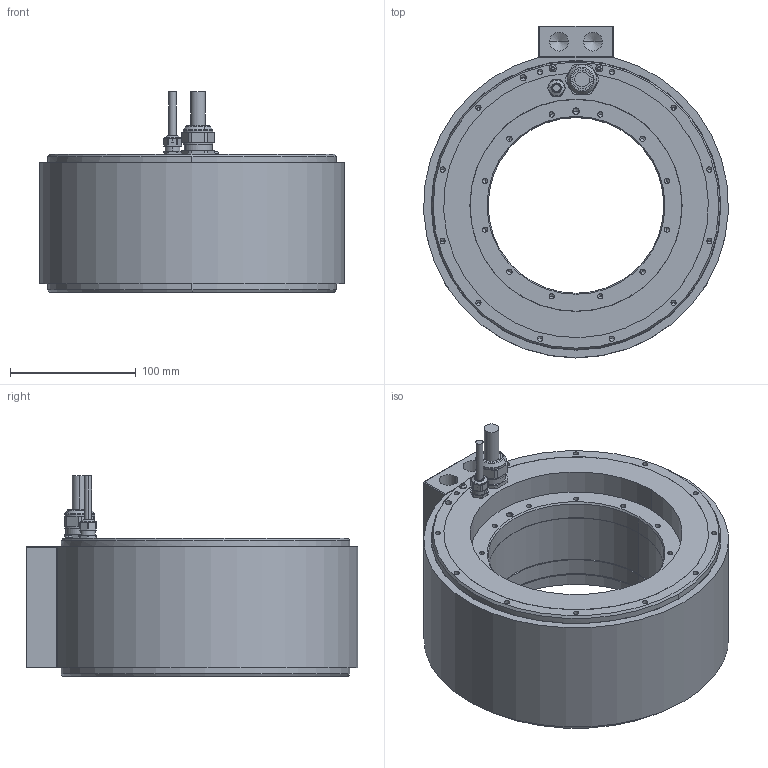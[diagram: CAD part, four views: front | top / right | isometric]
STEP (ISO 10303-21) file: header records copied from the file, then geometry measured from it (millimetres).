
FILE_DESCRIPTION((''),'2;1');
FILE_NAME('1220581-15_ASM','2018-10-16T',('CH5533'),(''),'PRO/ENGINEER BY PARAMETRIC TECHNOLOGY CORPORATION, 2014000','PRO/ENGINEER BY PARAMETRIC TECHNOLOGY CORPORATION, 2014000','');
FILE_SCHEMA(('CONFIG_CONTROL_DESIGN'));
Length unit declared in the file: millimetre
Products named in the file (3): PRT0001; PRT0002; 1220581-15_ASM
Assembly tree (2 placements, depth 2):
  1220581-15_ASM
    PRT0001
    PRT0002
Bounding box: 242.83 x 264.36 x 159.8 mm (x, y, z)
Volume: 3172628.7 mm3; surface area: 305783.7 mm2
Topology: 2 solids, 19 shells, 713 faces, 1695 edges, 1013 vertices
Faces by surface type: cylinder 313, plane 192, cone 162, torus 42, sphere 4
Entity records: 22987 total; most frequent: DIRECTION 3819, CARTESIAN_POINT 3483, ORIENTED_EDGE 3178, EDGE_CURVE 1589, AXIS2_PLACEMENT_3D 1544, VERTEX_POINT 1013, EDGE_LOOP 850, CIRCLE 826
